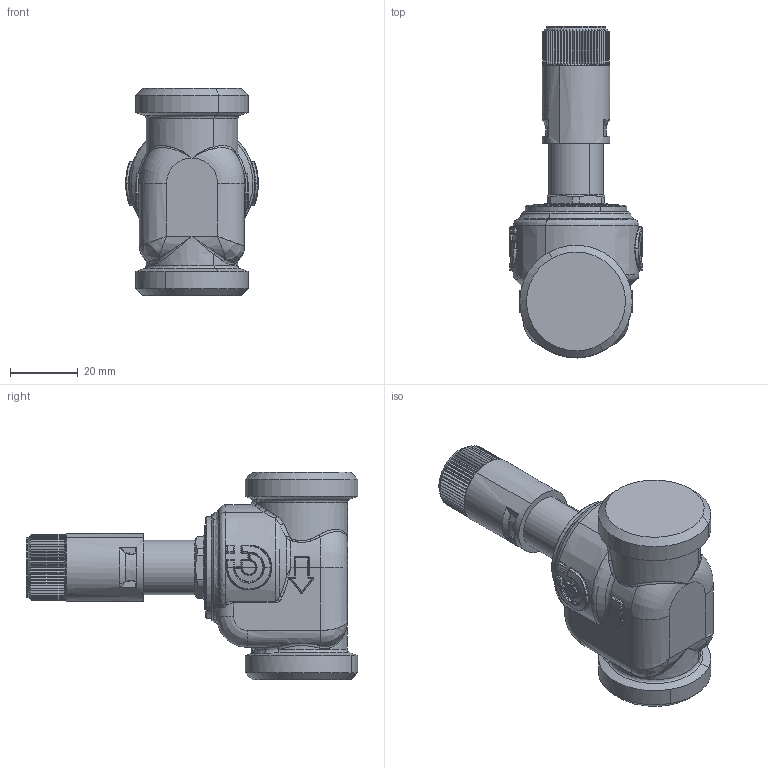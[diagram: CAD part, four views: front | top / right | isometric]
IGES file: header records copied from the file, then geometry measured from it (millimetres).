
Start section: START RECORD GO HERE.
Global section: file name: IGES_519006_-_TST.igs; native system: DASSAULT SYSTEMES CATIA Version 5-6 Release 2016 - www.3ds.com; preprocessor: V5-6R2016_5.26.4.0.01-18-2017.20.00; author: advantage; organization: CALEFFI; date: 20181024.163015; units: millimetre
Bounding box: 39 x 97.65 x 61 mm (x, y, z)
Surface area: 13714.8 mm2 (no closed solid volume)
Topology: 0 solids, 0 shells, 828 faces, 3858 edges, 3814 vertices
Faces by surface type: revolution 460, plane 203, bspline 147, extrusion 18
